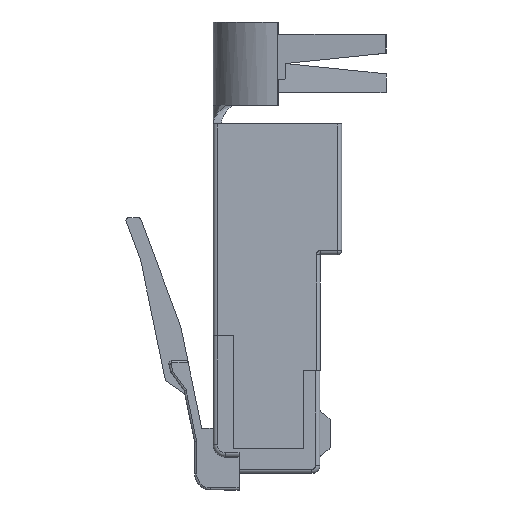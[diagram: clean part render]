
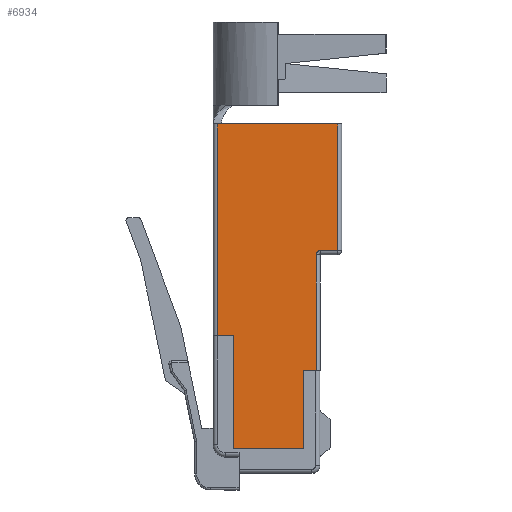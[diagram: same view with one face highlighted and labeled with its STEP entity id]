
A CAD part, left-side view. The second image highlights one B-rep face of the part: STEP entity #6934.
In plain terms, the highlighted planar face has unit normal (-1, 0, 0).
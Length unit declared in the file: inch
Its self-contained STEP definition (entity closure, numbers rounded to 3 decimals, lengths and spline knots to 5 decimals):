
#42 = LINE ( 'NONE', #8391, #5531 ) ;
#51 = LINE ( 'NONE', #4426, #6982 ) ;
#83 = ORIENTED_EDGE ( 'NONE', *, *, #8519, .F. ) ;
#221 = DIRECTION ( 'NONE',  ( 0., 1., 0. ) ) ;
#224 = VECTOR ( 'NONE', #1800, 39.37008 ) ;
#233 = DIRECTION ( 'NONE',  ( 0., 1., 0. ) ) ;
#243 = CARTESIAN_POINT ( 'NONE',  ( -0.23, -0.13, 0.077 ) ) ;
#289 = DIRECTION ( 'NONE',  ( 0., 0., 1. ) ) ;
#403 = EDGE_CURVE ( 'NONE', #7088, #3589, #51, .T. ) ;
#456 = LINE ( 'NONE', #903, #224 ) ;
#833 = PLANE ( 'NONE',  #8425 ) ;
#903 = CARTESIAN_POINT ( 'NONE',  ( -0.23, -0.172, 0.395 ) ) ;
#1240 = CARTESIAN_POINT ( 'NONE',  ( -0.23, -0.13, -0.395 ) ) ;
#1413 = DIRECTION ( 'NONE',  ( 0., -1., 0. ) ) ;
#1724 = VECTOR ( 'NONE', #5983, 39.37008 ) ;
#1800 = DIRECTION ( 'NONE',  ( 0., 0., 1. ) ) ;
#1805 = VERTEX_POINT ( 'NONE', #2633 ) ;
#2113 = CARTESIAN_POINT ( 'NONE',  ( -0.23, -0.13, 0.395 ) ) ;
#2266 = VECTOR ( 'NONE', #8578, 39.37008 ) ;
#2293 = CARTESIAN_POINT ( 'NONE',  ( -0.23, -0.12, -0.205 ) ) ;
#2538 = VERTEX_POINT ( 'NONE', #6355 ) ;
#2633 = CARTESIAN_POINT ( 'NONE',  ( -0.23, -0.09, -0.395 ) ) ;
#2837 = LINE ( 'NONE', #1240, #6416 ) ;
#2930 = ORIENTED_EDGE ( 'NONE', *, *, #3421, .T. ) ;
#3342 = ORIENTED_EDGE ( 'NONE', *, *, #403, .T. ) ;
#3421 = EDGE_CURVE ( 'NONE', #3785, #6423, #42, .T. ) ;
#3437 = ORIENTED_EDGE ( 'NONE', *, *, #5586, .T. ) ;
#3451 = VERTEX_POINT ( 'NONE', #7636 ) ;
#3538 = DIRECTION ( 'NONE',  ( 0., -1., 0. ) ) ;
#3544 = ORIENTED_EDGE ( 'NONE', *, *, #7984, .F. ) ;
#3589 = VERTEX_POINT ( 'NONE', #2293 ) ;
#3629 = LINE ( 'NONE', #9044, #1724 ) ;
#3660 = CARTESIAN_POINT ( 'NONE',  ( -0.23, 0.12, 0.395 ) ) ;
#3716 = CARTESIAN_POINT ( 'NONE',  ( -0.23, 0.08, -0.395 ) ) ;
#3784 = EDGE_CURVE ( 'NONE', #4826, #2538, #7874, .T. ) ;
#3785 = VERTEX_POINT ( 'NONE', #4845 ) ;
#3979 = CARTESIAN_POINT ( 'NONE',  ( -0.23, 0.12, 0.395 ) ) ;
#4167 = LINE ( 'NONE', #3660, #2266 ) ;
#4171 = CARTESIAN_POINT ( 'NONE',  ( -0.23, -0.12, 0.077 ) ) ;
#4426 = CARTESIAN_POINT ( 'NONE',  ( -0.23, -0.13, -0.205 ) ) ;
#4826 = VERTEX_POINT ( 'NONE', #6773 ) ;
#4845 = CARTESIAN_POINT ( 'NONE',  ( -0.23, 0.08, -0.11957 ) ) ;
#4865 = ORIENTED_EDGE ( 'NONE', *, *, #3784, .T. ) ;
#5037 = EDGE_CURVE ( 'NONE', #6423, #1805, #2837, .T. ) ;
#5131 = ORIENTED_EDGE ( 'NONE', *, *, #6118, .T. ) ;
#5159 = EDGE_CURVE ( 'NONE', #1805, #7088, #3629, .T. ) ;
#5218 = VERTEX_POINT ( 'NONE', #9001 ) ;
#5241 = LINE ( 'NONE', #2113, #8844 ) ;
#5510 = DIRECTION ( 'NONE',  ( 0., 0., -1. ) ) ;
#5531 = VECTOR ( 'NONE', #5510, 39.37008 ) ;
#5570 = LINE ( 'NONE', #8078, #7467 ) ;
#5586 = EDGE_CURVE ( 'NONE', #6996, #3451, #4167, .T. ) ;
#5688 = FACE_OUTER_BOUND ( 'NONE', #7368, .T. ) ;
#5695 = CIRCLE ( 'NONE', #7224, 0.01 ) ;
#5708 = EDGE_CURVE ( 'NONE', #3589, #6721, #7070, .T. ) ;
#5898 = DIRECTION ( 'NONE',  ( 0., -1., 0. ) ) ;
#5959 = VECTOR ( 'NONE', #3538, 39.37008 ) ;
#5983 = DIRECTION ( 'NONE',  ( 0., 0., 1. ) ) ;
#6115 = DIRECTION ( 'NONE',  ( 0., -1., 0. ) ) ;
#6118 = EDGE_CURVE ( 'NONE', #2538, #5218, #456, .T. ) ;
#6169 = CARTESIAN_POINT ( 'NONE',  ( -0.23, -0.182, 0.087 ) ) ;
#6355 = CARTESIAN_POINT ( 'NONE',  ( -0.23, -0.172, 0.087 ) ) ;
#6416 = VECTOR ( 'NONE', #6115, 39.37008 ) ;
#6423 = VERTEX_POINT ( 'NONE', #3716 ) ;
#6652 = DIRECTION ( 'NONE',  ( 0., 1., 0. ) ) ;
#6721 = VERTEX_POINT ( 'NONE', #4171 ) ;
#6773 = CARTESIAN_POINT ( 'NONE',  ( -0.23, -0.13, 0.087 ) ) ;
#6934 = ADVANCED_FACE ( 'NONE', ( #5688 ), #833, .F. ) ;
#6982 = VECTOR ( 'NONE', #5898, 39.37008 ) ;
#6996 = VERTEX_POINT ( 'NONE', #3979 ) ;
#7070 = LINE ( 'NONE', #8803, #8769 ) ;
#7088 = VERTEX_POINT ( 'NONE', #7770 ) ;
#7224 = AXIS2_PLACEMENT_3D ( 'NONE', #243, #8101, #6652 ) ;
#7368 = EDGE_LOOP ( 'NONE', ( #83, #2930, #9210, #9170, #3342, #9004, #7486, #4865, #5131, #3544, #3437 ) ) ;
#7467 = VECTOR ( 'NONE', #221, 39.37008 ) ;
#7486 = ORIENTED_EDGE ( 'NONE', *, *, #7951, .F. ) ;
#7636 = CARTESIAN_POINT ( 'NONE',  ( -0.23, 0.12, -0.11957 ) ) ;
#7770 = CARTESIAN_POINT ( 'NONE',  ( -0.23, -0.09, -0.205 ) ) ;
#7874 = LINE ( 'NONE', #6169, #5959 ) ;
#7951 = EDGE_CURVE ( 'NONE', #4826, #6721, #5695, .T. ) ;
#7984 = EDGE_CURVE ( 'NONE', #6996, #5218, #5241, .T. ) ;
#8078 = CARTESIAN_POINT ( 'NONE',  ( -0.23, -0.08621, -0.11957 ) ) ;
#8101 = DIRECTION ( 'NONE',  ( -1., 0., 0. ) ) ;
#8391 = CARTESIAN_POINT ( 'NONE',  ( -0.23, 0.08, 0.395 ) ) ;
#8425 = AXIS2_PLACEMENT_3D ( 'NONE', #8784, #8817, #233 ) ;
#8519 = EDGE_CURVE ( 'NONE', #3785, #3451, #5570, .T. ) ;
#8578 = DIRECTION ( 'NONE',  ( 0., 0., -1. ) ) ;
#8769 = VECTOR ( 'NONE', #289, 39.37008 ) ;
#8784 = CARTESIAN_POINT ( 'NONE',  ( -0.23, -0.13, 0.395 ) ) ;
#8803 = CARTESIAN_POINT ( 'NONE',  ( -0.23, -0.12, 0.395 ) ) ;
#8817 = DIRECTION ( 'NONE',  ( 1., 0., 0. ) ) ;
#8844 = VECTOR ( 'NONE', #1413, 39.37008 ) ;
#9001 = CARTESIAN_POINT ( 'NONE',  ( -0.23, -0.172, 0.395 ) ) ;
#9004 = ORIENTED_EDGE ( 'NONE', *, *, #5708, .T. ) ;
#9044 = CARTESIAN_POINT ( 'NONE',  ( -0.23, -0.09, 0.395 ) ) ;
#9170 = ORIENTED_EDGE ( 'NONE', *, *, #5159, .T. ) ;
#9210 = ORIENTED_EDGE ( 'NONE', *, *, #5037, .T. ) ;
